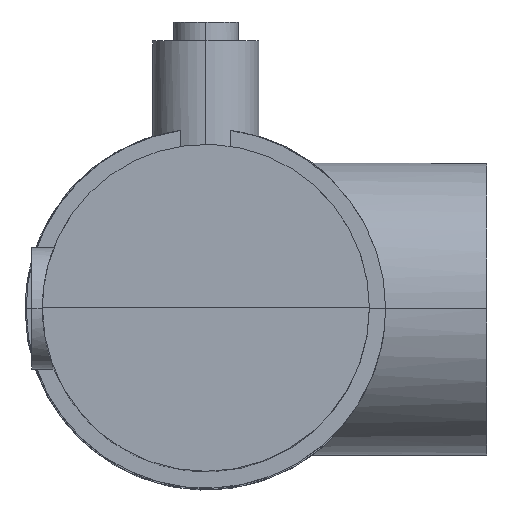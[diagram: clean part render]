
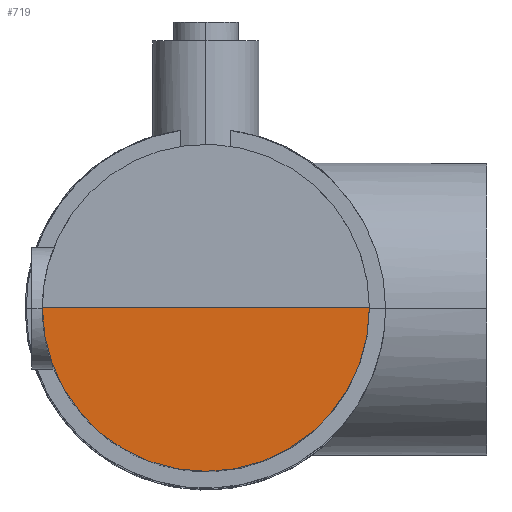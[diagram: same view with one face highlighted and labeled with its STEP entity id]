
A CAD part, top view. The second image highlights one B-rep face of the part: STEP entity #719.
In plain terms, the highlighted planar face has unit normal (0, 0, 1).
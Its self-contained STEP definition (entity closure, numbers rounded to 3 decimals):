
#659=CARTESIAN_POINT('Vertex',(30.25,0.,132.2)) ;
#662=CARTESIAN_POINT('Axis2P3D Location',(0.,0.,132.2)) ;
#666=CARTESIAN_POINT('Vertex',(-30.25,0.,132.2)) ;
#705=CARTESIAN_POINT('Axis2P3D Location',(0.,0.,132.2)) ;
#710=CARTESIAN_POINT('Line Origine',(0.,0.,132.2)) ;
#663=DIRECTION('Axis2P3D Direction',(0.,-0.,1.)) ;
#706=DIRECTION('Axis2P3D Direction',(0.,0.,1.)) ;
#707=DIRECTION('Axis2P3D XDirection',(1.,0.,0.)) ;
#711=DIRECTION('Vector Direction',(-1.,0.,0.)) ;
#664=AXIS2_PLACEMENT_3D('Circle Axis2P3D',#662,#663,$) ;
#708=AXIS2_PLACEMENT_3D('Plane Axis2P3D',#705,#706,#707) ;
#716=ORIENTED_EDGE('',*,*,#668,.T.) ;
#717=ORIENTED_EDGE('',*,*,#714,.T.) ;
#712=VECTOR('Line Direction',#711,1.) ;
#719=ADVANCED_FACE('PartBody',(#718),#709,.T.) ;
#665=CIRCLE('generated circle',#664,30.25) ;
#668=EDGE_CURVE('',#667,#660,#665,.T.) ;
#714=EDGE_CURVE('',#660,#667,#713,.T.) ;
#715=EDGE_LOOP('',(#716,#717)) ;
#718=FACE_OUTER_BOUND('',#715,.T.) ;
#713=LINE('Line',#710,#712) ;
#709=PLANE('',#708) ;
#660=VERTEX_POINT('',#659) ;
#667=VERTEX_POINT('',#666) ;
